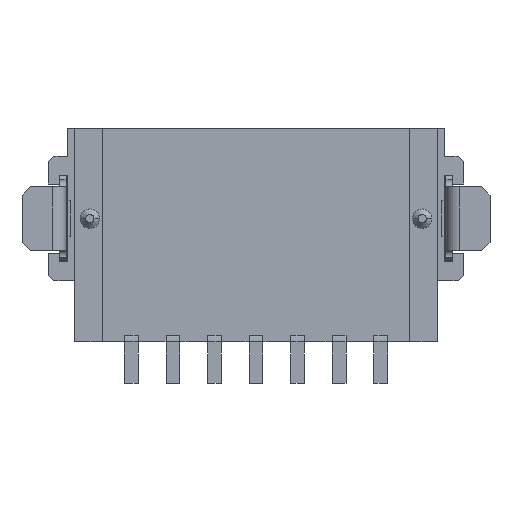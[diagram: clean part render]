
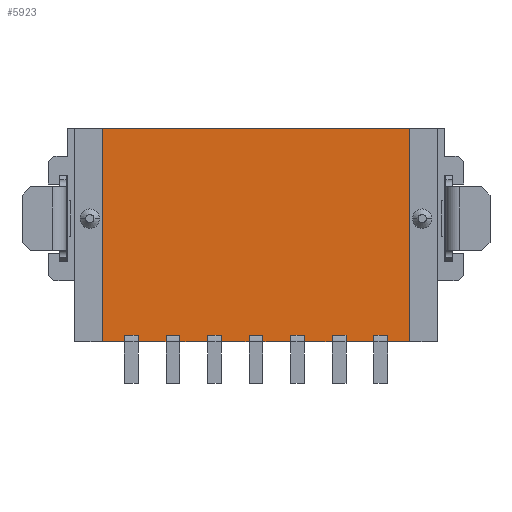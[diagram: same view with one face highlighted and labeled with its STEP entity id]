
A CAD part, front view. The second image highlights one B-rep face of the part: STEP entity #5923.
In plain terms, the highlighted planar face has unit normal (0, -1, 0).
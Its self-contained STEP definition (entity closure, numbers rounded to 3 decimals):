
#10=DIRECTION('',(1.,0.,0.));
#11=VECTOR('',#10,11.1);
#12=CARTESIAN_POINT('',(-5.55,-2.45,0.));
#13=LINE('',#12,#11);
#1329=DIRECTION('',(0.,0.,1.));
#1330=VECTOR('',#1329,0.24);
#1331=CARTESIAN_POINT('',(4.75,-2.45,-7.7));
#1332=LINE('',#1331,#1330);
#1333=DIRECTION('',(-1.,0.,0.));
#1334=VECTOR('',#1333,0.5);
#1335=CARTESIAN_POINT('',(4.75,-2.45,-7.46));
#1336=LINE('',#1335,#1334);
#1337=DIRECTION('',(0.,0.,1.));
#1338=VECTOR('',#1337,0.24);
#1339=CARTESIAN_POINT('',(4.25,-2.45,-7.7));
#1340=LINE('',#1339,#1338);
#1341=DIRECTION('',(0.,0.,1.));
#1342=VECTOR('',#1341,0.24);
#1343=CARTESIAN_POINT('',(3.25,-2.45,-7.7));
#1344=LINE('',#1343,#1342);
#1345=DIRECTION('',(-1.,0.,0.));
#1346=VECTOR('',#1345,0.5);
#1347=CARTESIAN_POINT('',(3.25,-2.45,-7.46));
#1348=LINE('',#1347,#1346);
#1349=DIRECTION('',(0.,0.,1.));
#1350=VECTOR('',#1349,0.24);
#1351=CARTESIAN_POINT('',(2.75,-2.45,-7.7));
#1352=LINE('',#1351,#1350);
#1353=DIRECTION('',(0.,0.,1.));
#1354=VECTOR('',#1353,0.24);
#1355=CARTESIAN_POINT('',(1.75,-2.45,-7.7));
#1356=LINE('',#1355,#1354);
#1357=DIRECTION('',(-1.,0.,0.));
#1358=VECTOR('',#1357,0.5);
#1359=CARTESIAN_POINT('',(1.75,-2.45,-7.46));
#1360=LINE('',#1359,#1358);
#1361=DIRECTION('',(0.,0.,1.));
#1362=VECTOR('',#1361,0.24);
#1363=CARTESIAN_POINT('',(1.25,-2.45,-7.7));
#1364=LINE('',#1363,#1362);
#1365=DIRECTION('',(0.,0.,1.));
#1366=VECTOR('',#1365,0.24);
#1367=CARTESIAN_POINT('',(0.25,-2.45,-7.7));
#1368=LINE('',#1367,#1366);
#1369=DIRECTION('',(-1.,0.,0.));
#1370=VECTOR('',#1369,0.5);
#1371=CARTESIAN_POINT('',(0.25,-2.45,-7.46));
#1372=LINE('',#1371,#1370);
#1373=DIRECTION('',(0.,0.,1.));
#1374=VECTOR('',#1373,0.24);
#1375=CARTESIAN_POINT('',(-0.25,-2.45,-7.7));
#1376=LINE('',#1375,#1374);
#1377=DIRECTION('',(0.,0.,1.));
#1378=VECTOR('',#1377,0.24);
#1379=CARTESIAN_POINT('',(-1.25,-2.45,-7.7));
#1380=LINE('',#1379,#1378);
#1381=DIRECTION('',(-1.,0.,0.));
#1382=VECTOR('',#1381,0.5);
#1383=CARTESIAN_POINT('',(-1.25,-2.45,-7.46));
#1384=LINE('',#1383,#1382);
#1385=DIRECTION('',(0.,0.,1.));
#1386=VECTOR('',#1385,0.24);
#1387=CARTESIAN_POINT('',(-1.75,-2.45,-7.7));
#1388=LINE('',#1387,#1386);
#1389=DIRECTION('',(0.,0.,1.));
#1390=VECTOR('',#1389,0.24);
#1391=CARTESIAN_POINT('',(-2.75,-2.45,-7.7));
#1392=LINE('',#1391,#1390);
#1393=DIRECTION('',(-1.,0.,0.));
#1394=VECTOR('',#1393,0.5);
#1395=CARTESIAN_POINT('',(-2.75,-2.45,-7.46));
#1396=LINE('',#1395,#1394);
#1397=DIRECTION('',(0.,0.,1.));
#1398=VECTOR('',#1397,0.24);
#1399=CARTESIAN_POINT('',(-3.25,-2.45,-7.7));
#1400=LINE('',#1399,#1398);
#1401=DIRECTION('',(0.,0.,1.));
#1402=VECTOR('',#1401,0.24);
#1403=CARTESIAN_POINT('',(-4.25,-2.45,-7.7));
#1404=LINE('',#1403,#1402);
#1405=DIRECTION('',(-1.,0.,0.));
#1406=VECTOR('',#1405,0.5);
#1407=CARTESIAN_POINT('',(-4.25,-2.45,-7.46));
#1408=LINE('',#1407,#1406);
#1409=DIRECTION('',(0.,0.,1.));
#1410=VECTOR('',#1409,0.24);
#1411=CARTESIAN_POINT('',(-4.75,-2.45,-7.7));
#1412=LINE('',#1411,#1410);
#1413=DIRECTION('',(0.,0.,1.));
#1414=VECTOR('',#1413,7.7);
#1415=CARTESIAN_POINT('',(-5.55,-2.45,-7.7));
#1416=LINE('',#1415,#1414);
#1417=DIRECTION('',(0.,0.,1.));
#1418=VECTOR('',#1417,7.7);
#1419=CARTESIAN_POINT('',(5.55,-2.45,-7.7));
#1420=LINE('',#1419,#1418);
#1463=DIRECTION('',(1.,0.,0.));
#1464=VECTOR('',#1463,0.8);
#1465=CARTESIAN_POINT('',(4.75,-2.45,-7.7));
#1466=LINE('',#1465,#1464);
#1483=DIRECTION('',(1.,0.,0.));
#1484=VECTOR('',#1483,0.8);
#1485=CARTESIAN_POINT('',(-5.55,-2.45,-7.7));
#1486=LINE('',#1485,#1484);
#1499=DIRECTION('',(1.,0.,0.));
#1500=VECTOR('',#1499,1.);
#1501=CARTESIAN_POINT('',(-4.25,-2.45,-7.7));
#1502=LINE('',#1501,#1500);
#1515=DIRECTION('',(1.,0.,0.));
#1516=VECTOR('',#1515,1.);
#1517=CARTESIAN_POINT('',(-2.75,-2.45,-7.7));
#1518=LINE('',#1517,#1516);
#1531=DIRECTION('',(1.,0.,0.));
#1532=VECTOR('',#1531,1.);
#1533=CARTESIAN_POINT('',(-1.25,-2.45,-7.7));
#1534=LINE('',#1533,#1532);
#1547=DIRECTION('',(1.,0.,0.));
#1548=VECTOR('',#1547,1.);
#1549=CARTESIAN_POINT('',(0.25,-2.45,-7.7));
#1550=LINE('',#1549,#1548);
#1563=DIRECTION('',(1.,0.,0.));
#1564=VECTOR('',#1563,1.);
#1565=CARTESIAN_POINT('',(1.75,-2.45,-7.7));
#1566=LINE('',#1565,#1564);
#1579=DIRECTION('',(1.,0.,0.));
#1580=VECTOR('',#1579,1.);
#1581=CARTESIAN_POINT('',(3.25,-2.45,-7.7));
#1582=LINE('',#1581,#1580);
#3446=CARTESIAN_POINT('',(5.55,-2.45,0.));
#3447=VERTEX_POINT('',#3446);
#3448=CARTESIAN_POINT('',(5.55,-2.45,-7.7));
#3449=VERTEX_POINT('',#3448);
#3456=CARTESIAN_POINT('',(-5.55,-2.45,0.));
#3457=VERTEX_POINT('',#3456);
#3462=CARTESIAN_POINT('',(-5.55,-2.45,-7.7));
#3463=VERTEX_POINT('',#3462);
#3762=CARTESIAN_POINT('',(-4.25,-2.45,-7.7));
#3763=CARTESIAN_POINT('',(-4.25,-2.45,-7.46));
#3764=VERTEX_POINT('',#3762);
#3765=VERTEX_POINT('',#3763);
#3766=CARTESIAN_POINT('',(-4.75,-2.45,-7.7));
#3767=CARTESIAN_POINT('',(-4.75,-2.45,-7.46));
#3768=VERTEX_POINT('',#3766);
#3769=VERTEX_POINT('',#3767);
#3814=CARTESIAN_POINT('',(-2.75,-2.45,-7.7));
#3815=CARTESIAN_POINT('',(-2.75,-2.45,-7.46));
#3816=VERTEX_POINT('',#3814);
#3817=VERTEX_POINT('',#3815);
#3818=CARTESIAN_POINT('',(-3.25,-2.45,-7.7));
#3819=CARTESIAN_POINT('',(-3.25,-2.45,-7.46));
#3820=VERTEX_POINT('',#3818);
#3821=VERTEX_POINT('',#3819);
#3866=CARTESIAN_POINT('',(-1.25,-2.45,-7.7));
#3867=CARTESIAN_POINT('',(-1.25,-2.45,-7.46));
#3868=VERTEX_POINT('',#3866);
#3869=VERTEX_POINT('',#3867);
#3870=CARTESIAN_POINT('',(-1.75,-2.45,-7.7));
#3871=CARTESIAN_POINT('',(-1.75,-2.45,-7.46));
#3872=VERTEX_POINT('',#3870);
#3873=VERTEX_POINT('',#3871);
#3918=CARTESIAN_POINT('',(0.25,-2.45,-7.7));
#3919=CARTESIAN_POINT('',(0.25,-2.45,-7.46));
#3920=VERTEX_POINT('',#3918);
#3921=VERTEX_POINT('',#3919);
#3922=CARTESIAN_POINT('',(-0.25,-2.45,-7.7));
#3923=CARTESIAN_POINT('',(-0.25,-2.45,-7.46));
#3924=VERTEX_POINT('',#3922);
#3925=VERTEX_POINT('',#3923);
#3970=CARTESIAN_POINT('',(1.75,-2.45,-7.7));
#3971=CARTESIAN_POINT('',(1.75,-2.45,-7.46));
#3972=VERTEX_POINT('',#3970);
#3973=VERTEX_POINT('',#3971);
#3974=CARTESIAN_POINT('',(1.25,-2.45,-7.7));
#3975=CARTESIAN_POINT('',(1.25,-2.45,-7.46));
#3976=VERTEX_POINT('',#3974);
#3977=VERTEX_POINT('',#3975);
#4022=CARTESIAN_POINT('',(3.25,-2.45,-7.7));
#4023=CARTESIAN_POINT('',(3.25,-2.45,-7.46));
#4024=VERTEX_POINT('',#4022);
#4025=VERTEX_POINT('',#4023);
#4026=CARTESIAN_POINT('',(2.75,-2.45,-7.7));
#4027=CARTESIAN_POINT('',(2.75,-2.45,-7.46));
#4028=VERTEX_POINT('',#4026);
#4029=VERTEX_POINT('',#4027);
#4074=CARTESIAN_POINT('',(4.75,-2.45,-7.7));
#4075=CARTESIAN_POINT('',(4.75,-2.45,-7.46));
#4076=VERTEX_POINT('',#4074);
#4077=VERTEX_POINT('',#4075);
#4078=CARTESIAN_POINT('',(4.25,-2.45,-7.7));
#4079=CARTESIAN_POINT('',(4.25,-2.45,-7.46));
#4080=VERTEX_POINT('',#4078);
#4081=VERTEX_POINT('',#4079);
#5854=CARTESIAN_POINT('',(-6.8,-2.45,0.));
#5855=DIRECTION('',(0.,-1.,0.));
#5856=DIRECTION('',(1.,0.,0.));
#5857=AXIS2_PLACEMENT_3D('',#5854,#5855,#5856);
#5858=PLANE('',#5857);
#5860=ORIENTED_EDGE('',*,*,#5859,.T.);
#5862=ORIENTED_EDGE('',*,*,#5861,.T.);
#5864=ORIENTED_EDGE('',*,*,#5863,.F.);
#5866=ORIENTED_EDGE('',*,*,#5865,.F.);
#5868=ORIENTED_EDGE('',*,*,#5867,.T.);
#5870=ORIENTED_EDGE('',*,*,#5869,.T.);
#5872=ORIENTED_EDGE('',*,*,#5871,.F.);
#5874=ORIENTED_EDGE('',*,*,#5873,.F.);
#5876=ORIENTED_EDGE('',*,*,#5875,.T.);
#5878=ORIENTED_EDGE('',*,*,#5877,.T.);
#5880=ORIENTED_EDGE('',*,*,#5879,.F.);
#5882=ORIENTED_EDGE('',*,*,#5881,.F.);
#5884=ORIENTED_EDGE('',*,*,#5883,.T.);
#5886=ORIENTED_EDGE('',*,*,#5885,.T.);
#5888=ORIENTED_EDGE('',*,*,#5887,.F.);
#5890=ORIENTED_EDGE('',*,*,#5889,.F.);
#5892=ORIENTED_EDGE('',*,*,#5891,.T.);
#5894=ORIENTED_EDGE('',*,*,#5893,.T.);
#5896=ORIENTED_EDGE('',*,*,#5895,.F.);
#5898=ORIENTED_EDGE('',*,*,#5897,.F.);
#5900=ORIENTED_EDGE('',*,*,#5899,.T.);
#5902=ORIENTED_EDGE('',*,*,#5901,.T.);
#5904=ORIENTED_EDGE('',*,*,#5903,.F.);
#5906=ORIENTED_EDGE('',*,*,#5905,.F.);
#5908=ORIENTED_EDGE('',*,*,#5907,.T.);
#5910=ORIENTED_EDGE('',*,*,#5909,.T.);
#5912=ORIENTED_EDGE('',*,*,#5911,.F.);
#5914=ORIENTED_EDGE('',*,*,#5913,.F.);
#5915=ORIENTED_EDGE('',*,*,#5846,.T.);
#5916=ORIENTED_EDGE('',*,*,#4211,.T.);
#5918=ORIENTED_EDGE('',*,*,#5917,.F.);
#5920=ORIENTED_EDGE('',*,*,#5919,.F.);
#5921=EDGE_LOOP('',(#5860,#5862,#5864,#5866,#5868,#5870,#5872,#5874,#5876,#5878,
#5880,#5882,#5884,#5886,#5888,#5890,#5892,#5894,#5896,#5898,#5900,#5902,#5904,
#5906,#5908,#5910,#5912,#5914,#5915,#5916,#5918,#5920));
#5922=FACE_OUTER_BOUND('',#5921,.F.);
#4211=EDGE_CURVE('',#3457,#3447,#13,.T.);
#5846=EDGE_CURVE('',#3463,#3457,#1416,.T.);
#5859=EDGE_CURVE('',#4076,#4077,#1332,.T.);
#5861=EDGE_CURVE('',#4077,#4081,#1336,.T.);
#5863=EDGE_CURVE('',#4080,#4081,#1340,.T.);
#5865=EDGE_CURVE('',#4024,#4080,#1582,.T.);
#5867=EDGE_CURVE('',#4024,#4025,#1344,.T.);
#5869=EDGE_CURVE('',#4025,#4029,#1348,.T.);
#5871=EDGE_CURVE('',#4028,#4029,#1352,.T.);
#5873=EDGE_CURVE('',#3972,#4028,#1566,.T.);
#5875=EDGE_CURVE('',#3972,#3973,#1356,.T.);
#5877=EDGE_CURVE('',#3973,#3977,#1360,.T.);
#5879=EDGE_CURVE('',#3976,#3977,#1364,.T.);
#5881=EDGE_CURVE('',#3920,#3976,#1550,.T.);
#5883=EDGE_CURVE('',#3920,#3921,#1368,.T.);
#5885=EDGE_CURVE('',#3921,#3925,#1372,.T.);
#5887=EDGE_CURVE('',#3924,#3925,#1376,.T.);
#5889=EDGE_CURVE('',#3868,#3924,#1534,.T.);
#5891=EDGE_CURVE('',#3868,#3869,#1380,.T.);
#5893=EDGE_CURVE('',#3869,#3873,#1384,.T.);
#5895=EDGE_CURVE('',#3872,#3873,#1388,.T.);
#5897=EDGE_CURVE('',#3816,#3872,#1518,.T.);
#5899=EDGE_CURVE('',#3816,#3817,#1392,.T.);
#5901=EDGE_CURVE('',#3817,#3821,#1396,.T.);
#5903=EDGE_CURVE('',#3820,#3821,#1400,.T.);
#5905=EDGE_CURVE('',#3764,#3820,#1502,.T.);
#5907=EDGE_CURVE('',#3764,#3765,#1404,.T.);
#5909=EDGE_CURVE('',#3765,#3769,#1408,.T.);
#5911=EDGE_CURVE('',#3768,#3769,#1412,.T.);
#5913=EDGE_CURVE('',#3463,#3768,#1486,.T.);
#5917=EDGE_CURVE('',#3449,#3447,#1420,.T.);
#5919=EDGE_CURVE('',#4076,#3449,#1466,.T.);
#5923=ADVANCED_FACE('',(#5922),#5858,.T.);
